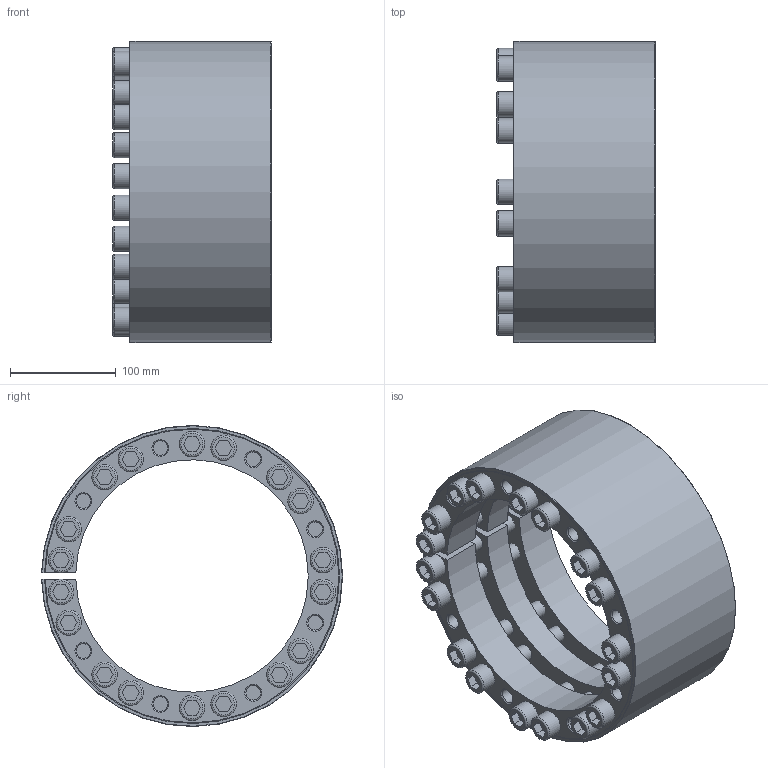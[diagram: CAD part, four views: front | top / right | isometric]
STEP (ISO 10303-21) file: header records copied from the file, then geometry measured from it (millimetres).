
FILE_DESCRIPTION(/* description */ ('STEP AP214'),/* implementation_level */ '2;1');
FILE_NAME(/* name */ 'KLEE220',/* time_stamp */ '2024-05-23T14:15:00+02:00',/* author */ ('License CC BY-ND 4.0'),/* organization */ ('CADENAS'),/* preprocessor_version */ 'ST-DEVELOPER v19.3',/* originating_system */ 'PARTsolutions',/* authorisation */ ' ');
FILE_SCHEMA (('AUTOMOTIVE_DESIGN {1 0 10303 214 3 1 1}'));
Length unit declared in the file: millimetre
Products named in the file (6): KLEE220; KLEE220_threaded_KLEE; KLEE220_outer; KLEE220_threaded_KLEE2; KLEE220_nothread; 252_KLEE
Assembly tree (22 placements, depth 2):
  KLEE220
    KLEE220_threaded_KLEE
    KLEE220_outer
    KLEE220_threaded_KLEE2
    KLEE220_nothread
    252_KLEE  x18
Bounding box: 150 x 284.97 x 284.99 mm (x, y, z)
Volume: 3022018.4 mm3; surface area: 707027.4 mm2
Topology: 21 solids, 21 shells, 444 faces, 956 edges, 591 vertices
Faces by surface type: plane 194, cylinder 102, cone 92, torus 56
Full cylindrical faces by diameter (mm): 13.835 x44, 16 x18, 16.8 x18, 24 x18
Entity records: 4521 total; most frequent: DIRECTION 804, CARTESIAN_POINT 705, ORIENTED_EDGE 514, EDGE_LOOP 402, FACE_BOUND 402, AXIS2_PLACEMENT_3D 381, EDGE_CURVE 257, VERTEX_POINT 233
